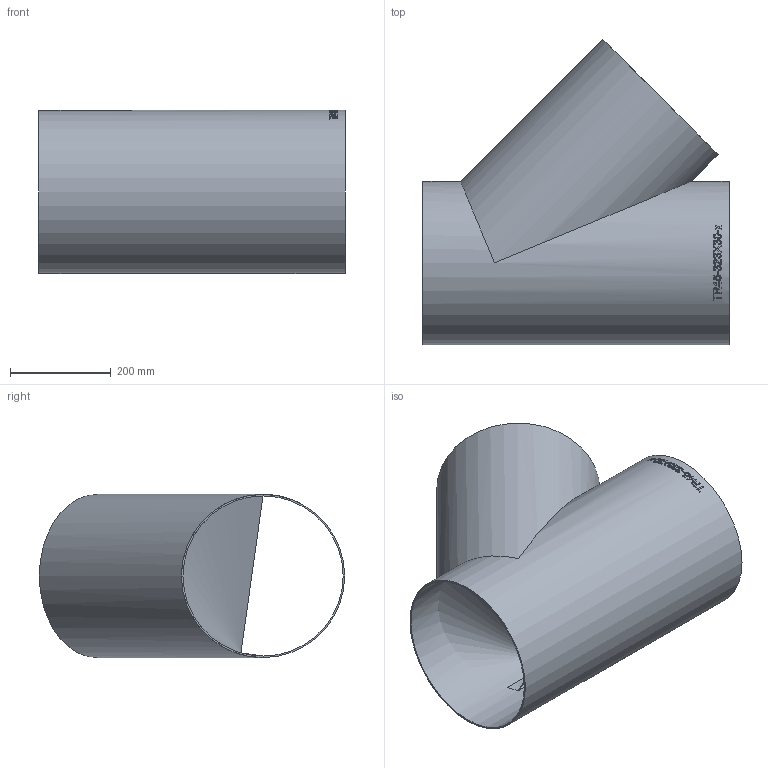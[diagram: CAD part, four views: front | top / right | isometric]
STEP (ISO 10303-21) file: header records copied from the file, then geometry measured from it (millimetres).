
FILE_DESCRIPTION (( 'STEP AP214' ), '1' );
FILE_NAME ('TR45-323X30-x T-Stück 45°geschweisst Ø323,9 L608 1911.STEP', '2019-11-13T07:19:59', ( '' ), ( '' ), 'SwSTEP 2.0', 'SolidWorks 2016', '' );
FILE_SCHEMA (( 'AUTOMOTIVE_DESIGN' ));
Length unit declared in the file: millimetre
Products named in the file (1): TR45-323X30-x T-Stück 45°geschweisst Ø323,9 L608  1911
Bounding box: 608 x 605.96 x 323.9 mm (x, y, z)
Volume: 2376756 mm3; surface area: 1592010.8 mm2
Topology: 1 solids, 1 shells, 195 faces, 537 edges, 358 vertices
Faces by surface type: bspline 119, plane 54, cylinder 22
Full cylindrical faces by diameter (mm): 317.9 x2, 323.9 x2
Entity records: 31214 total; most frequent: CARTESIAN_POINT 25332, ORIENTED_EDGE 1040, EDGE_CURVE 520, B_SPLINE_CURVE_WITH_KNOTS 372, DIRECTION 364, VERTEX_POINT 350, EDGE_LOOP 218, FACE_OUTER_BOUND 197
